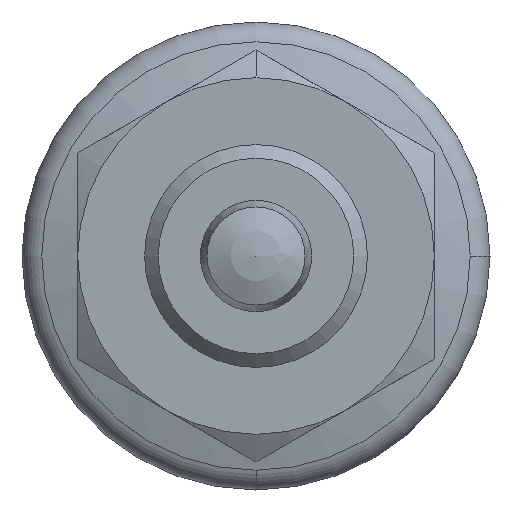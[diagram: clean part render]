
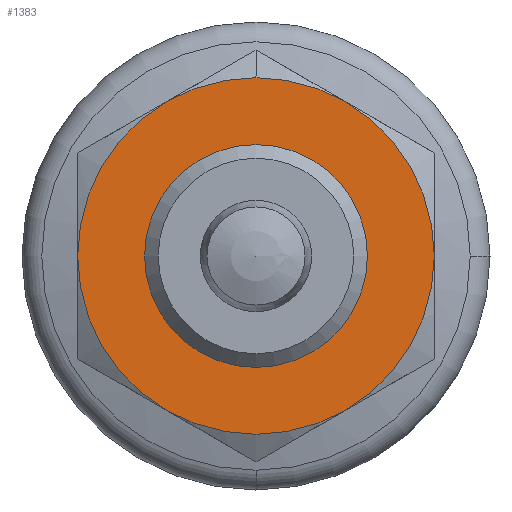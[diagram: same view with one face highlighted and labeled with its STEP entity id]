
A CAD part, front view. The second image highlights one B-rep face of the part: STEP entity #1383.
In plain terms, the highlighted face is planar.
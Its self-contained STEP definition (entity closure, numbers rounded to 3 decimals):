
#171=PLANE('',#1466);
#371=CIRCLE('',#1457,8.);
#372=CIRCLE('',#1459,8.);
#373=CIRCLE('',#1461,8.);
#374=CIRCLE('',#1463,8.);
#375=CIRCLE('',#1465,8.);
#376=CIRCLE('',#1467,8.);
#377=CIRCLE('',#1468,8.);
#378=CIRCLE('',#1469,5.);
#379=CIRCLE('',#1470,5.);
#448=VERTEX_POINT('',#1622);
#450=VERTEX_POINT('',#1628);
#452=VERTEX_POINT('',#1633);
#453=VERTEX_POINT('',#1641);
#454=VERTEX_POINT('',#1642);
#456=VERTEX_POINT('',#1657);
#458=VERTEX_POINT('',#1666);
#460=VERTEX_POINT('',#1680);
#461=VERTEX_POINT('',#1681);
#615=EDGE_CURVE('',#450,#448,#371,.T.);
#617=EDGE_CURVE('',#452,#450,#372,.T.);
#619=EDGE_CURVE('',#453,#454,#373,.T.);
#624=EDGE_CURVE('',#448,#456,#374,.T.);
#625=EDGE_CURVE('',#458,#453,#375,.T.);
#628=EDGE_CURVE('',#454,#452,#376,.T.);
#629=EDGE_CURVE('',#456,#458,#377,.T.);
#630=EDGE_CURVE('',#460,#461,#378,.T.);
#631=EDGE_CURVE('',#461,#460,#379,.T.);
#827=ORIENTED_EDGE('',*,*,#624,.F.);
#828=ORIENTED_EDGE('',*,*,#615,.F.);
#829=ORIENTED_EDGE('',*,*,#617,.F.);
#830=ORIENTED_EDGE('',*,*,#628,.F.);
#831=ORIENTED_EDGE('',*,*,#619,.F.);
#832=ORIENTED_EDGE('',*,*,#625,.F.);
#833=ORIENTED_EDGE('',*,*,#629,.F.);
#834=ORIENTED_EDGE('',*,*,#630,.T.);
#835=ORIENTED_EDGE('',*,*,#631,.T.);
#1215=EDGE_LOOP('',(#827,#828,#829,#830,#831,#832,#833));
#1216=EDGE_LOOP('',(#834,#835));
#1299=FACE_BOUND('',#1215,.T.);
#1300=FACE_BOUND('',#1216,.T.);
#1383=ADVANCED_FACE('',(#1299,#1300),#171,.F.);
#1457=AXIS2_PLACEMENT_3D('',#1629,#2157,#2158);
#1459=AXIS2_PLACEMENT_3D('',#1634,#2162,#2163);
#1461=AXIS2_PLACEMENT_3D('',#1640,#2166,#2167);
#1463=AXIS2_PLACEMENT_3D('',#1663,#2170,#2171);
#1465=AXIS2_PLACEMENT_3D('',#1665,#2174,#2175);
#1466=AXIS2_PLACEMENT_3D('',#1676,#2176,$);
#1467=AXIS2_PLACEMENT_3D('',#1677,#2177,#2178);
#1468=AXIS2_PLACEMENT_3D('',#1678,#2179,#2180);
#1469=AXIS2_PLACEMENT_3D('',#1679,#2181,#2182);
#1470=AXIS2_PLACEMENT_3D('',#1682,#2183,#2184);
#1622=CARTESIAN_POINT('',(8.,5.,0.));
#1628=CARTESIAN_POINT('',(4.,5.,-6.928));
#1629=CARTESIAN_POINT('',(0.,5.,0.));
#1633=CARTESIAN_POINT('',(0.,5.,-8.));
#1634=CARTESIAN_POINT('',(0.,5.,0.));
#1640=CARTESIAN_POINT('',(0.,5.,0.));
#1641=CARTESIAN_POINT('',(-8.,5.,0.));
#1642=CARTESIAN_POINT('',(-4.,5.,-6.928));
#1657=CARTESIAN_POINT('',(4.,5.,6.928));
#1663=CARTESIAN_POINT('',(0.,5.,0.));
#1665=CARTESIAN_POINT('',(0.,5.,0.));
#1666=CARTESIAN_POINT('',(-4.,5.,6.928));
#1676=CARTESIAN_POINT('',(0.,5.,0.));
#1677=CARTESIAN_POINT('',(0.,5.,0.));
#1678=CARTESIAN_POINT('',(0.,5.,0.));
#1679=CARTESIAN_POINT('',(0.,5.,0.));
#1680=CARTESIAN_POINT('',(0.,5.,-5.));
#1681=CARTESIAN_POINT('',(0.,5.,5.));
#1682=CARTESIAN_POINT('',(0.,5.,0.));
#2157=DIRECTION('',(0.,-1.,0.));
#2158=DIRECTION('',(0.,0.,-8.));
#2162=DIRECTION('',(0.,-1.,0.));
#2163=DIRECTION('',(0.,0.,-8.));
#2166=DIRECTION('',(0.,-1.,0.));
#2167=DIRECTION('',(0.,0.,-8.));
#2170=DIRECTION('',(0.,-1.,0.));
#2171=DIRECTION('',(0.,0.,-8.));
#2174=DIRECTION('',(0.,-1.,0.));
#2175=DIRECTION('',(0.,0.,-8.));
#2176=DIRECTION('',(0.,-1.,0.));
#2177=DIRECTION('',(0.,-1.,0.));
#2178=DIRECTION('',(0.,0.,-8.));
#2179=DIRECTION('',(0.,-1.,0.));
#2180=DIRECTION('',(0.,0.,-8.));
#2181=DIRECTION('',(0.,-1.,0.));
#2182=DIRECTION('',(0.,0.,-5.));
#2183=DIRECTION('',(0.,-1.,0.));
#2184=DIRECTION('',(0.,0.,-5.));
